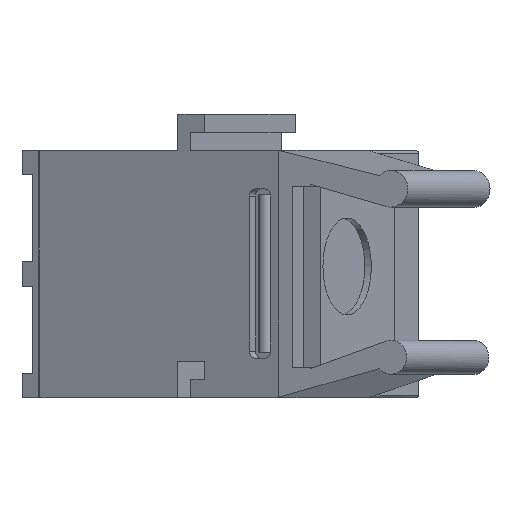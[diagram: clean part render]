
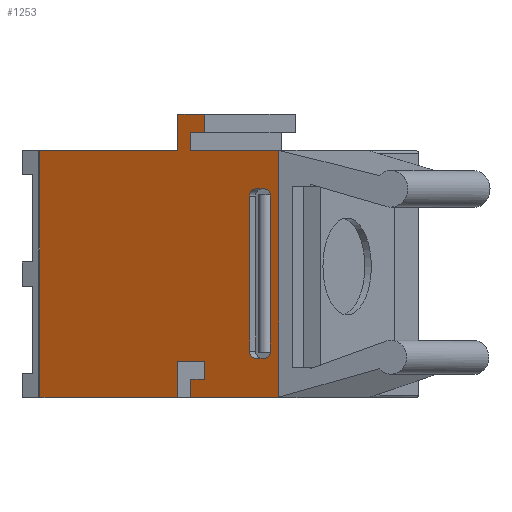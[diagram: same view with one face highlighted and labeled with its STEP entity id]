
A CAD part, top view. The second image highlights one B-rep face of the part: STEP entity #1253.
In plain terms, the highlighted planar face has unit normal (-0.5, 0, 0.866).
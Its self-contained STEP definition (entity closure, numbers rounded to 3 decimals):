
#27=VECTOR('',#28,1.);
#28=DIRECTION('',(0.,1.,0.));
#65=VECTOR('',#66,1.);
#66=DIRECTION('',(0.,-1.,0.));
#85=DIRECTION('',(-0.5,0.,0.866));
#89=VECTOR('',#90,1.);
#90=DIRECTION('',(0.866,0.,0.5));
#200=VECTOR('',#201,1.);
#201=DIRECTION('',(-0.866,0.,-0.5));
#217=VECTOR('',#218,1.);
#218=DIRECTION('',(-0.866,0.,-0.5));
#466=VERTEX_POINT('',#467);
#467=CARTESIAN_POINT('',(0.216,1.29,10.215));
#469=ORIENTED_EDGE('',*,*,#470,.T.);
#470=EDGE_CURVE('',#466,#471,#473,.T.);
#471=VERTEX_POINT('',#472);
#472=CARTESIAN_POINT('',(-5.482,1.29,6.925));
#473=LINE('',#474,#217);
#474=CARTESIAN_POINT('',(-2.633,1.29,8.57));
#499=VERTEX_POINT('',#500);
#500=CARTESIAN_POINT('',(0.216,2.79,10.215));
#502=ORIENTED_EDGE('',*,*,#503,.T.);
#503=EDGE_CURVE('',#499,#466,#504,.T.);
#504=LINE('',#505,#65);
#505=CARTESIAN_POINT('',(0.216,-3.105,10.215));
#530=VERTEX_POINT('',#531);
#531=CARTESIAN_POINT('',(1.316,2.79,10.85));
#533=ORIENTED_EDGE('',*,*,#534,.T.);
#534=EDGE_CURVE('',#530,#499,#535,.T.);
#535=LINE('',#536,#200);
#536=CARTESIAN_POINT('',(-2.083,2.79,8.888));
#561=VERTEX_POINT('',#562);
#562=CARTESIAN_POINT('',(1.316,2.04,10.85));
#564=ORIENTED_EDGE('',*,*,#565,.T.);
#565=EDGE_CURVE('',#561,#530,#566,.T.);
#566=LINE('',#567,#27);
#567=CARTESIAN_POINT('',(1.316,-3.48,10.85));
#592=VERTEX_POINT('',#593);
#593=CARTESIAN_POINT('',(0.745,2.04,10.52));
#595=ORIENTED_EDGE('',*,*,#596,.T.);
#596=EDGE_CURVE('',#592,#561,#597,.T.);
#597=LINE('',#598,#89);
#598=CARTESIAN_POINT('',(-2.369,2.04,8.723));
#623=VERTEX_POINT('',#624);
#624=CARTESIAN_POINT('',(0.745,1.29,10.52));
#626=ORIENTED_EDGE('',*,*,#627,.T.);
#627=EDGE_CURVE('',#623,#592,#628,.T.);
#628=LINE('',#629,#27);
#629=CARTESIAN_POINT('',(0.745,-3.855,10.52));
#654=VERTEX_POINT('',#655);
#655=CARTESIAN_POINT('',(4.391,1.29,12.625));
#657=ORIENTED_EDGE('',*,*,#658,.T.);
#658=EDGE_CURVE('',#654,#623,#659,.T.);
#659=LINE('',#660,#200);
#660=CARTESIAN_POINT('',(-0.546,1.29,9.775));
#792=VERTEX_POINT('',#793);
#793=CARTESIAN_POINT('',(4.391,-8.91,12.625));
#861=VERTEX_POINT('',#862);
#862=CARTESIAN_POINT('',(0.745,-8.91,10.52));
#864=ORIENTED_EDGE('',*,*,#865,.T.);
#865=EDGE_CURVE('',#861,#792,#866,.T.);
#866=LINE('',#867,#89);
#867=CARTESIAN_POINT('',(-2.369,-8.91,8.723));
#883=VERTEX_POINT('',#884);
#884=CARTESIAN_POINT('',(-5.482,-8.91,6.925));
#888=DIRECTION('',(0.5,0.,-0.866));
#889=ORIENTED_EDGE('',*,*,#890,.T.);
#890=EDGE_CURVE('',#883,#891,#893,.T.);
#891=VERTEX_POINT('',#892);
#892=CARTESIAN_POINT('',(0.216,-8.91,10.215));
#893=LINE('',#894,#89);
#894=CARTESIAN_POINT('',(-5.828,-8.91,6.725));
#906=VERTEX_POINT('',#907);
#907=CARTESIAN_POINT('',(0.745,-8.16,10.52));
#909=ORIENTED_EDGE('',*,*,#910,.T.);
#910=EDGE_CURVE('',#906,#861,#911,.T.);
#911=LINE('',#912,#65);
#912=CARTESIAN_POINT('',(0.745,-8.58,10.52));
#921=ORIENTED_EDGE('',*,*,#922,.T.);
#922=EDGE_CURVE('',#891,#923,#925,.T.);
#923=VERTEX_POINT('',#924);
#924=CARTESIAN_POINT('',(0.216,-7.41,10.215));
#925=LINE('',#926,#27);
#926=CARTESIAN_POINT('',(0.216,-8.955,10.215));
#938=VERTEX_POINT('',#939);
#939=CARTESIAN_POINT('',(1.316,-8.16,10.85));
#941=ORIENTED_EDGE('',*,*,#942,.T.);
#942=EDGE_CURVE('',#938,#906,#943,.T.);
#943=LINE('',#944,#200);
#944=CARTESIAN_POINT('',(-2.083,-8.16,8.888));
#953=ORIENTED_EDGE('',*,*,#954,.T.);
#954=EDGE_CURVE('',#923,#955,#957,.T.);
#955=VERTEX_POINT('',#956);
#956=CARTESIAN_POINT('',(1.316,-7.41,10.85));
#957=LINE('',#958,#89);
#958=CARTESIAN_POINT('',(-2.633,-7.41,8.57));
#969=ORIENTED_EDGE('',*,*,#970,.T.);
#970=EDGE_CURVE('',#955,#938,#971,.T.);
#971=LINE('',#972,#65);
#972=CARTESIAN_POINT('',(1.316,-8.205,10.85));
#1253=ADVANCED_FACE('',(#1254,#1264),#1318,.T.);
#1254=FACE_BOUND('',#1255,.T.);
#1255=EDGE_LOOP('',(#1256,#889,#921,#953,#969,#941,#909,#864,    #1260,#657,#626,#595,#564,#533,#502,#469));
#1256=ORIENTED_EDGE('',*,*,#1257,.F.);
#1257=EDGE_CURVE('',#883,#471,#1258,.T.);
#1258=LINE('',#1259,#27);
#1259=CARTESIAN_POINT('',(-5.482,-9.,6.925));
#1260=ORIENTED_EDGE('',*,*,#1261,.T.);
#1261=EDGE_CURVE('',#792,#654,#1262,.T.);
#1262=LINE('',#1263,#27);
#1263=CARTESIAN_POINT('',(4.391,-11.,12.625));
#1264=FACE_BOUND('',#1265,.T.);
#1265=EDGE_LOOP('',(#1266,#1274,#1281,#1287,#1294,#1300,#1307,#1313));
#1266=ORIENTED_EDGE('',*,*,#1267,.T.);
#1267=EDGE_CURVE('',#1268,#1270,#1272,.T.);
#1268=VERTEX_POINT('',#1269);
#1269=CARTESIAN_POINT('',(3.178,-7.,11.925));
#1270=VERTEX_POINT('',#1271);
#1271=CARTESIAN_POINT('',(3.178,-0.6,11.925));
#1272=LINE('',#1273,#27);
#1273=CARTESIAN_POINT('',(3.178,-8.15,11.925));
#1274=ORIENTED_EDGE('',*,*,#1275,.T.);
#1275=EDGE_CURVE('',#1270,#1276,#1278,.T.);
#1276=VERTEX_POINT('',#1277);
#1277=CARTESIAN_POINT('',(3.438,-0.3,12.075));
#1278=CIRCLE('',#1279,0.3);
#1279=AXIS2_PLACEMENT_3D('',#1280,#888,#66);
#1280=CARTESIAN_POINT('',(3.438,-0.6,12.075));
#1281=ORIENTED_EDGE('',*,*,#1282,.F.);
#1282=EDGE_CURVE('',#1283,#1276,#1285,.T.);
#1283=VERTEX_POINT('',#1284);
#1284=CARTESIAN_POINT('',(3.784,-0.3,12.275));
#1285=LINE('',#1286,#200);
#1286=CARTESIAN_POINT('',(-1.152,-0.3,9.425));
#1287=ORIENTED_EDGE('',*,*,#1288,.T.);
#1288=EDGE_CURVE('',#1283,#1289,#1291,.T.);
#1289=VERTEX_POINT('',#1290);
#1290=CARTESIAN_POINT('',(4.044,-0.6,12.425));
#1291=CIRCLE('',#1292,0.3);
#1292=AXIS2_PLACEMENT_3D('',#1293,#888,#66);
#1293=CARTESIAN_POINT('',(3.784,-0.6,12.275));
#1294=ORIENTED_EDGE('',*,*,#1295,.F.);
#1295=EDGE_CURVE('',#1296,#1289,#1298,.T.);
#1296=VERTEX_POINT('',#1297);
#1297=CARTESIAN_POINT('',(4.044,-7.,12.425));
#1298=LINE('',#1299,#27);
#1299=CARTESIAN_POINT('',(4.044,-8.15,12.425));
#1300=ORIENTED_EDGE('',*,*,#1301,.F.);
#1301=EDGE_CURVE('',#1302,#1296,#1304,.T.);
#1302=VERTEX_POINT('',#1303);
#1303=CARTESIAN_POINT('',(3.784,-7.3,12.275));
#1304=CIRCLE('',#1305,0.3);
#1305=AXIS2_PLACEMENT_3D('',#1306,#85,#66);
#1306=CARTESIAN_POINT('',(3.784,-7.,12.275));
#1307=ORIENTED_EDGE('',*,*,#1308,.T.);
#1308=EDGE_CURVE('',#1302,#1309,#1311,.T.);
#1309=VERTEX_POINT('',#1310);
#1310=CARTESIAN_POINT('',(3.438,-7.3,12.075));
#1311=LINE('',#1312,#200);
#1312=CARTESIAN_POINT('',(-1.152,-7.3,9.425));
#1313=ORIENTED_EDGE('',*,*,#1314,.F.);
#1314=EDGE_CURVE('',#1268,#1309,#1315,.T.);
#1315=CIRCLE('',#1316,0.3);
#1316=AXIS2_PLACEMENT_3D('',#1317,#85,#66);
#1317=CARTESIAN_POINT('',(3.438,-7.,12.075));
#1318=PLANE('',#1319);
#1319=AXIS2_PLACEMENT_3D('',#1259,#85,#90);
